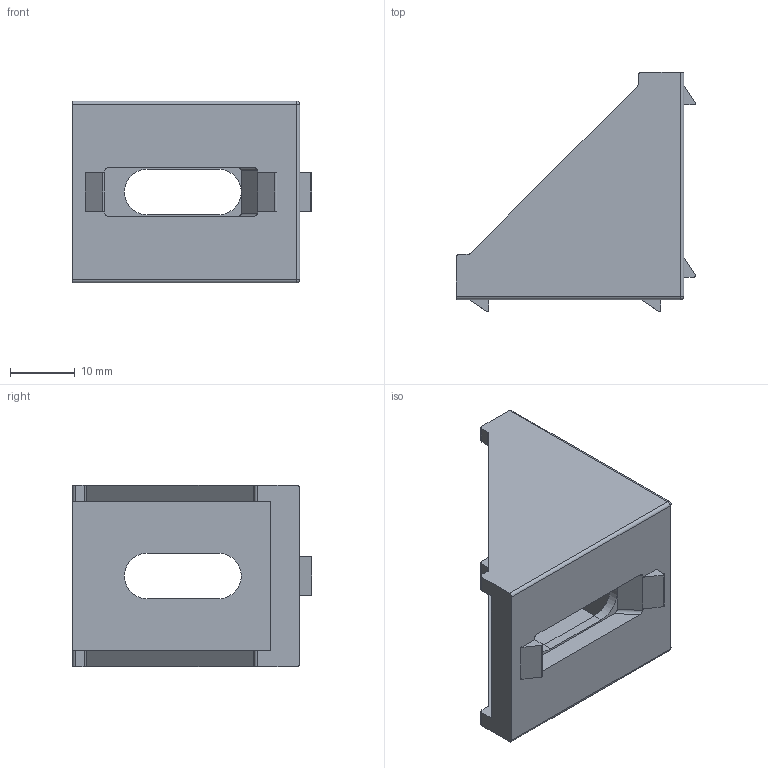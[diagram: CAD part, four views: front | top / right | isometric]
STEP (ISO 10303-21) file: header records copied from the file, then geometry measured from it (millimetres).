
FILE_DESCRIPTION (( 'STEP AP214' ), '1' );
FILE_NAME ('A105 Óãëîâîé àëþìèíèåâûé ñîåäèíèòåëü 35õ35, ïàç 8.STEP', '2022-02-17T10:54:39', ( 'Ïîëüçîâàòåëü Windows' ), ( '' ), 'SwSTEP 2.0', 'SolidWorks 2021', '' );
FILE_SCHEMA (( 'AUTOMOTIVE_DESIGN' ));
Length unit declared in the file: millimetre
Products named in the file (2): A105 Óãëîâîé àëþìèíèåâûé ñîåäèíèòåëü 35õ35, ïàç 8
Assembly tree (1 placements, depth 2):
  A105 Óãëîâîé àëþìèíèåâûé ñîåäèíèòåëü 35õ35, ïàç 8
    A105 Óãëîâîé àëþìèíèåâûé ñîåäèíèòåëü 35õ35, ïàç 8
Bounding box: 36.83 x 36.83 x 28 mm (x, y, z)
Volume: 9389.8 mm3; surface area: 6407.2 mm2
Topology: 1 solids, 1 shells, 76 faces, 212 edges, 136 vertices
Faces by surface type: plane 44, cylinder 30, sphere 2
Entity records: 2495 total; most frequent: CARTESIAN_POINT 477, ORIENTED_EDGE 420, DIRECTION 407, EDGE_CURVE 210, VECTOR 139, LINE 139, VERTEX_POINT 136, AXIS2_PLACEMENT_3D 134
